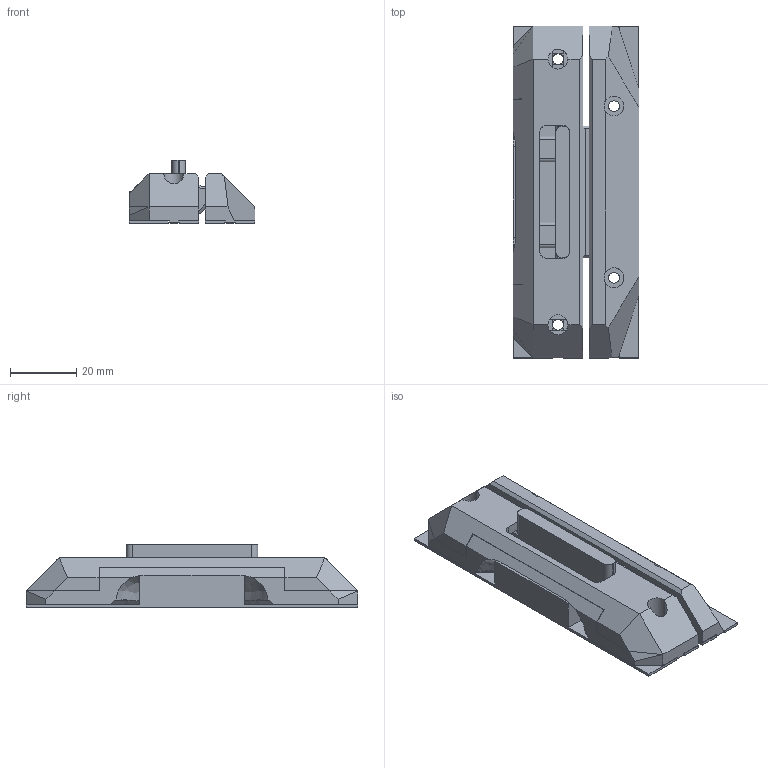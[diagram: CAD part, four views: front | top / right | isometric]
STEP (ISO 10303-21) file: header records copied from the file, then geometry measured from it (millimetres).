
FILE_DESCRIPTION(/* description */ ('STEP AP242','CAx-IF Rec.Pracs.---Representation and Presentation of Product Manufacturing Information (PMI)---4.0---2014-10-13','CAx-IF Rec.Pracs.---3D Tessellated Geometry---0.4---2014-09-14','2;1'),/* implementation_level */ '2;1');
FILE_NAME(/* name */ '672ec89027c37137069c3775',/* time_stamp */ '2024-11-09T02:27:29Z',/* author */ (''),/* organization */ (''),/* preprocessor_version */ 'ST-DEVELOPER v20',/* originating_system */ 'ONSHAPE BY PTC INC, 1.189',/* authorisation */ ' ');
FILE_SCHEMA (('AP242_MANAGED_MODEL_BASED_3D_ENGINEERING_MIM_LF { 1 0 10303 442 1 1 4 }'));
Length unit declared in the file: millimetre
Products named in the file (8): Part 6; Part 1; Part 2; Part 3; Part 4; Part 5; Part 7; Part 8
Bounding box: 37.9 x 100 x 19 mm (x, y, z)
Volume: 36482.6 mm3; surface area: 26904.6 mm2
Topology: 8 solids, 8 shells, 310 faces, 815 edges, 519 vertices
Faces by surface type: plane 212, cylinder 74, cone 14, bspline 10
Entity records: 9878 total; most frequent: CARTESIAN_POINT 1937, ORIENTED_EDGE 1630, DIRECTION 1600, EDGE_CURVE 815, LINE 582, VECTOR 582, VERTEX_POINT 519, AXIS2_PLACEMENT_3D 509
